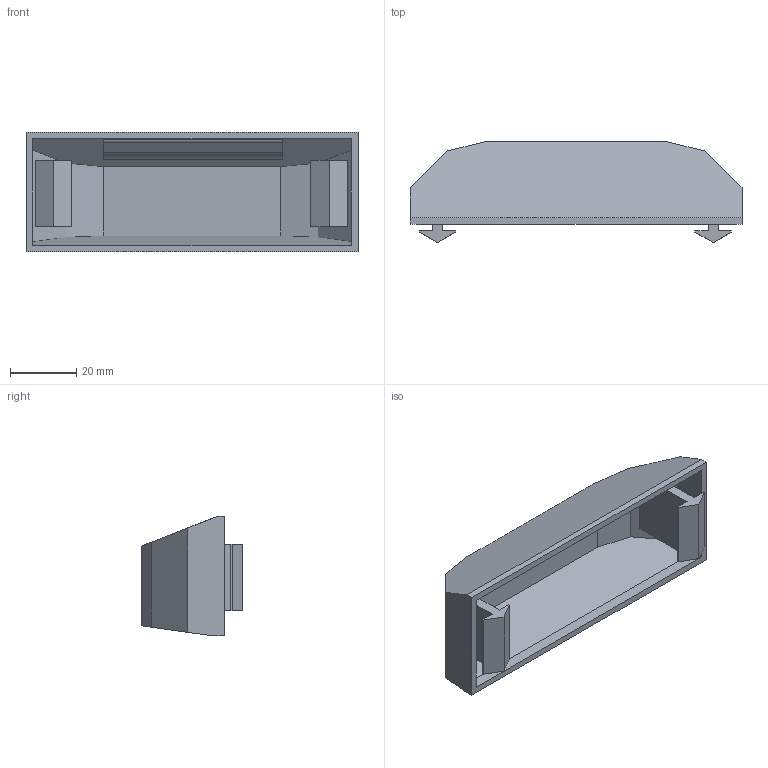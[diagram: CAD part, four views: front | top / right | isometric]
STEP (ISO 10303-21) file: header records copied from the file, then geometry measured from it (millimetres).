
FILE_DESCRIPTION(/* description */ (''),/* implementation_level */ '2;1');
FILE_NAME(/* name */ 'mo4.stp',/* time_stamp */ '2021-01-28T17:34:57+08:00',/* author */ (''),/* organization */ (''),/* preprocessor_version */ 'ST-DEVELOPER v16',/* originating_system */ 'SIEMENS PLM Software NX 10.0',/* authorisation */ '');
FILE_SCHEMA (('CONFIG_CONTROL_DESIGN'));
Length unit declared in the file: millimetre
Products named in the file (1): _model4
Bounding box: 100 x 30.52 x 36 mm (x, y, z)
Volume: 17834.8 mm3; surface area: 18471.6 mm2
Topology: 1 solids, 1 shells, 49 faces, 132 edges, 88 vertices
Faces by surface type: plane 46, cylinder 3
Entity records: 1596 total; most frequent: CARTESIAN_POINT 270, ORIENTED_EDGE 264, DIRECTION 238, EDGE_CURVE 132, LINE 126, VECTOR 126, VERTEX_POINT 88, AXIS2_PLACEMENT_3D 56
